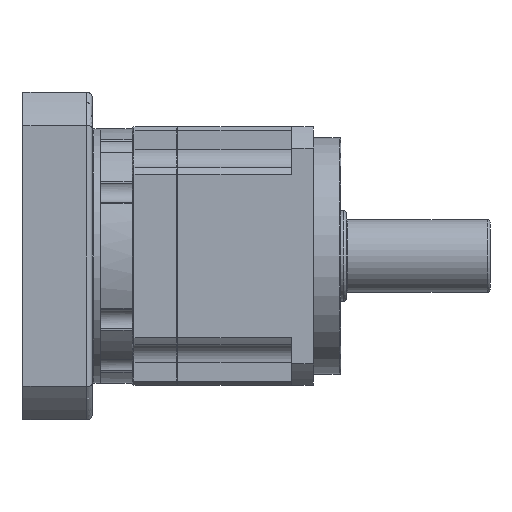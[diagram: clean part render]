
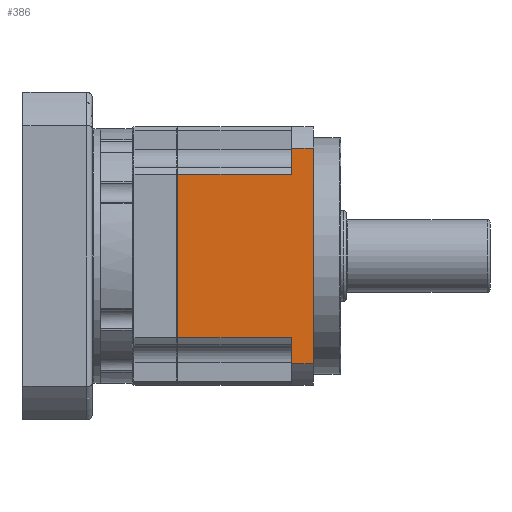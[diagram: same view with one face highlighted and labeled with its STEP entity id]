
A CAD part, front view. The second image highlights one B-rep face of the part: STEP entity #386.
In plain terms, the highlighted planar face has unit normal (0, -1, 0).
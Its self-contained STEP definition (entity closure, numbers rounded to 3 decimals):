
#317 = EDGE_CURVE ( 'NONE', #11063, #14121, #11955, .T. ) ;
#386 = ADVANCED_FACE ( 'NONE', ( #21828 ), #13995, .T. ) ;
#732 = VECTOR ( 'NONE', #6479, 1000. ) ;
#1005 = ORIENTED_EDGE ( 'NONE', *, *, #8101, .F. ) ;
#1162 = LINE ( 'NONE', #18272, #18801 ) ;
#1806 = LINE ( 'NONE', #15691, #16491 ) ;
#2500 = CARTESIAN_POINT ( 'NONE',  ( -79., -71., 0. ) ) ;
#3106 = CARTESIAN_POINT ( 'NONE',  ( -79., -71., -59.29 ) ) ;
#3121 = EDGE_CURVE ( 'NONE', #14706, #20629, #16134, .T. ) ;
#3454 = ORIENTED_EDGE ( 'NONE', *, *, #6183, .T. ) ;
#3611 = DIRECTION ( 'NONE',  ( 0., 0., 1. ) ) ;
#3787 = CARTESIAN_POINT ( 'NONE',  ( -79., -71., -44.889 ) ) ;
#3825 = DIRECTION ( 'NONE',  ( 0., -1., 0. ) ) ;
#4261 = ORIENTED_EDGE ( 'NONE', *, *, #11637, .F. ) ;
#5069 = CARTESIAN_POINT ( 'NONE',  ( -4.5, -71., -59.29 ) ) ;
#6183 = EDGE_CURVE ( 'NONE', #14706, #13126, #21497, .T. ) ;
#6479 = DIRECTION ( 'NONE',  ( 0., 0., 1. ) ) ;
#6910 = CARTESIAN_POINT ( 'NONE',  ( -16.5, -71., -44.889 ) ) ;
#7120 = CARTESIAN_POINT ( 'NONE',  ( -79., -71., 44.889 ) ) ;
#7431 = DIRECTION ( 'NONE',  ( 0., 0., 1. ) ) ;
#7560 = LINE ( 'NONE', #13839, #20087 ) ;
#7757 = VECTOR ( 'NONE', #17185, 1000. ) ;
#7970 = ORIENTED_EDGE ( 'NONE', *, *, #317, .F. ) ;
#8091 = CARTESIAN_POINT ( 'NONE',  ( -4.5, -71., 59.29 ) ) ;
#8101 = EDGE_CURVE ( 'NONE', #17305, #11063, #7560, .T. ) ;
#8717 = CARTESIAN_POINT ( 'NONE',  ( -4.5, -71., 0. ) ) ;
#9411 = AXIS2_PLACEMENT_3D ( 'NONE', #18920, #3825, #17434 ) ;
#10128 = ORIENTED_EDGE ( 'NONE', *, *, #14204, .F. ) ;
#10962 = ORIENTED_EDGE ( 'NONE', *, *, #18270, .F. ) ;
#11063 = VERTEX_POINT ( 'NONE', #3787 ) ;
#11637 = EDGE_CURVE ( 'NONE', #20629, #17305, #12520, .T. ) ;
#11759 = DIRECTION ( 'NONE',  ( -1., 0., 0. ) ) ;
#11955 = LINE ( 'NONE', #2500, #732 ) ;
#12040 = CARTESIAN_POINT ( 'NONE',  ( -16.5, -71., 44.889 ) ) ;
#12059 = CARTESIAN_POINT ( 'NONE',  ( -16.5, -71., -59.29 ) ) ;
#12520 = LINE ( 'NONE', #17487, #20235 ) ;
#13104 = EDGE_LOOP ( 'NONE', ( #7970, #1005, #4261, #15666, #3454, #10962, #14424, #10128 ) ) ;
#13126 = VERTEX_POINT ( 'NONE', #8091 ) ;
#13540 = CARTESIAN_POINT ( 'NONE',  ( -79., -71., 44.889 ) ) ;
#13839 = CARTESIAN_POINT ( 'NONE',  ( -79., -71., -44.889 ) ) ;
#13995 = PLANE ( 'NONE',  #9411 ) ;
#14121 = VERTEX_POINT ( 'NONE', #13540 ) ;
#14204 = EDGE_CURVE ( 'NONE', #14121, #21241, #17894, .T. ) ;
#14262 = VECTOR ( 'NONE', #18437, 1000. ) ;
#14424 = ORIENTED_EDGE ( 'NONE', *, *, #15949, .F. ) ;
#14706 = VERTEX_POINT ( 'NONE', #5069 ) ;
#15345 = VECTOR ( 'NONE', #3611, 1000. ) ;
#15666 = ORIENTED_EDGE ( 'NONE', *, *, #3121, .F. ) ;
#15691 = CARTESIAN_POINT ( 'NONE',  ( -16.5, -71., 0. ) ) ;
#15949 = EDGE_CURVE ( 'NONE', #21241, #17104, #1806, .T. ) ;
#16134 = LINE ( 'NONE', #3106, #14262 ) ;
#16491 = VECTOR ( 'NONE', #18893, 1000. ) ;
#17104 = VERTEX_POINT ( 'NONE', #20105 ) ;
#17185 = DIRECTION ( 'NONE',  ( 1., 0., 0. ) ) ;
#17305 = VERTEX_POINT ( 'NONE', #6910 ) ;
#17434 = DIRECTION ( 'NONE',  ( 0., 0., -1. ) ) ;
#17487 = CARTESIAN_POINT ( 'NONE',  ( -16.5, -71., 0. ) ) ;
#17894 = LINE ( 'NONE', #7120, #7757 ) ;
#18048 = DIRECTION ( 'NONE',  ( 1., 0., 0. ) ) ;
#18270 = EDGE_CURVE ( 'NONE', #17104, #13126, #1162, .T. ) ;
#18272 = CARTESIAN_POINT ( 'NONE',  ( -79., -71., 59.29 ) ) ;
#18437 = DIRECTION ( 'NONE',  ( -1., 0., 0. ) ) ;
#18801 = VECTOR ( 'NONE', #18048, 1000. ) ;
#18893 = DIRECTION ( 'NONE',  ( 0., 0., 1. ) ) ;
#18920 = CARTESIAN_POINT ( 'NONE',  ( 10.5, -71., -71. ) ) ;
#20087 = VECTOR ( 'NONE', #11759, 1000. ) ;
#20105 = CARTESIAN_POINT ( 'NONE',  ( -16.5, -71., 59.29 ) ) ;
#20235 = VECTOR ( 'NONE', #7431, 1000. ) ;
#20629 = VERTEX_POINT ( 'NONE', #12059 ) ;
#21241 = VERTEX_POINT ( 'NONE', #12040 ) ;
#21497 = LINE ( 'NONE', #8717, #15345 ) ;
#21828 = FACE_OUTER_BOUND ( 'NONE', #13104, .T. ) ;
